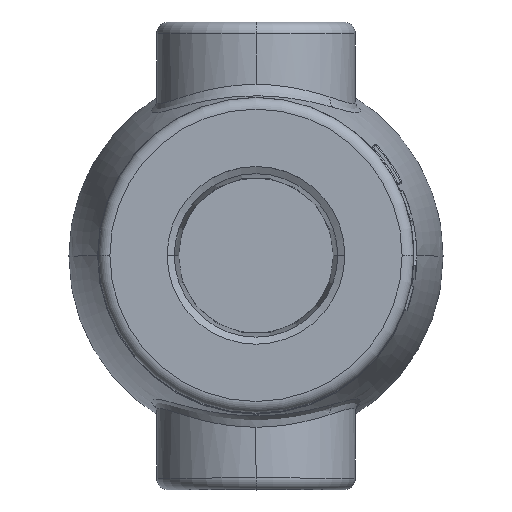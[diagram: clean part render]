
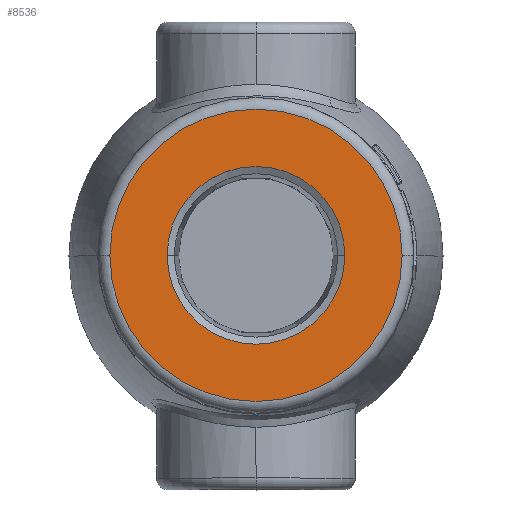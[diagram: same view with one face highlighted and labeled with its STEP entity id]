
A CAD part, top view. The second image highlights one B-rep face of the part: STEP entity #8536.
In plain terms, the highlighted planar face has unit normal (0, 0, 1).
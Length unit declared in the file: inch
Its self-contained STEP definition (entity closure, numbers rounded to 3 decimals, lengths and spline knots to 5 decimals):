
#67 = CIRCLE ( 'NONE', #5907, 0.95 ) ;
#137 = DIRECTION ( 'NONE',  ( 0., 0., 1. ) ) ;
#346 = DIRECTION ( 'NONE',  ( -1., 0., 0. ) ) ;
#1053 = CARTESIAN_POINT ( 'NONE',  ( 0., 0., 5.5 ) ) ;
#1589 = CARTESIAN_POINT ( 'NONE',  ( 0.95, 0., 5.5 ) ) ;
#1832 = ORIENTED_EDGE ( 'NONE', *, *, #15990, .T. ) ;
#2141 = AXIS2_PLACEMENT_3D ( 'NONE', #17330, #3513, #13192 ) ;
#2470 = DIRECTION ( 'NONE',  ( 1., 0., 0. ) ) ;
#3513 = DIRECTION ( 'NONE',  ( 0., 0., -1. ) ) ;
#4377 = CIRCLE ( 'NONE', #9281, 0.95 ) ;
#5889 = CARTESIAN_POINT ( 'NONE',  ( 1.5625, 0., 5.5 ) ) ;
#5907 = AXIS2_PLACEMENT_3D ( 'NONE', #8460, #137, #9856 ) ;
#6494 = ORIENTED_EDGE ( 'NONE', *, *, #17963, .F. ) ;
#6538 = EDGE_CURVE ( 'NONE', #13763, #7003, #67, .T. ) ;
#7003 = VERTEX_POINT ( 'NONE', #1589 ) ;
#7433 = CARTESIAN_POINT ( 'NONE',  ( 0., 0., 5.5 ) ) ;
#7646 = FACE_OUTER_BOUND ( 'NONE', #10472, .T. ) ;
#8216 = AXIS2_PLACEMENT_3D ( 'NONE', #16942, #8662, #346 ) ;
#8460 = CARTESIAN_POINT ( 'NONE',  ( 0., 0., 5.5 ) ) ;
#8536 = ADVANCED_FACE ( 'NONE', ( #14542, #7646 ), #10431, .F. ) ;
#8662 = DIRECTION ( 'NONE',  ( 0., 0., 1. ) ) ;
#8826 = DIRECTION ( 'NONE',  ( -1., 0., 0. ) ) ;
#9281 = AXIS2_PLACEMENT_3D ( 'NONE', #1053, #10780, #2470 ) ;
#9314 = EDGE_CURVE ( 'NONE', #13284, #13472, #11971, .T. ) ;
#9856 = DIRECTION ( 'NONE',  ( 1., 0., 0. ) ) ;
#10266 = ORIENTED_EDGE ( 'NONE', *, *, #9314, .T. ) ;
#10275 = CARTESIAN_POINT ( 'NONE',  ( -0.95, 0., 5.5 ) ) ;
#10431 = PLANE ( 'NONE',  #2141 ) ;
#10472 = EDGE_LOOP ( 'NONE', ( #1832, #10266 ) ) ;
#10780 = DIRECTION ( 'NONE',  ( 0., 0., 1. ) ) ;
#11971 = CIRCLE ( 'NONE', #17263, 1.5625 ) ;
#13192 = DIRECTION ( 'NONE',  ( -1., 0., 0. ) ) ;
#13284 = VERTEX_POINT ( 'NONE', #5889 ) ;
#13472 = VERTEX_POINT ( 'NONE', #15843 ) ;
#13593 = EDGE_LOOP ( 'NONE', ( #6494, #15062 ) ) ;
#13763 = VERTEX_POINT ( 'NONE', #10275 ) ;
#14542 = FACE_BOUND ( 'NONE', #13593, .T. ) ;
#15062 = ORIENTED_EDGE ( 'NONE', *, *, #6538, .F. ) ;
#15843 = CARTESIAN_POINT ( 'NONE',  ( -1.5625, 0., 5.5 ) ) ;
#15990 = EDGE_CURVE ( 'NONE', #13472, #13284, #16135, .T. ) ;
#16135 = CIRCLE ( 'NONE', #8216, 1.5625 ) ;
#16942 = CARTESIAN_POINT ( 'NONE',  ( 0., 0., 5.5 ) ) ;
#17111 = DIRECTION ( 'NONE',  ( 0., 0., 1. ) ) ;
#17263 = AXIS2_PLACEMENT_3D ( 'NONE', #7433, #17111, #8826 ) ;
#17330 = CARTESIAN_POINT ( 'NONE',  ( 0., 1.6875, 5.5 ) ) ;
#17963 = EDGE_CURVE ( 'NONE', #7003, #13763, #4377, .T. ) ;
